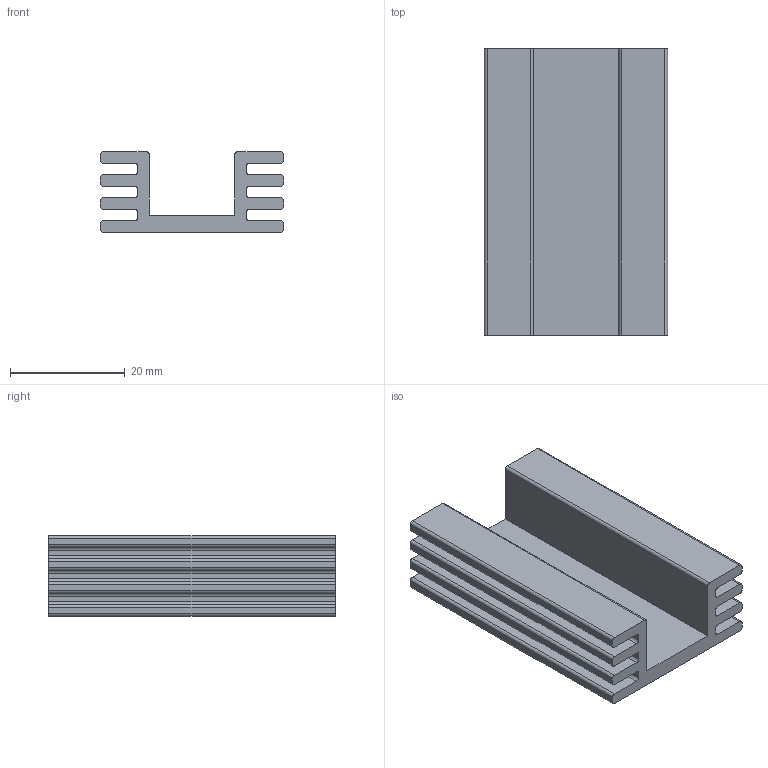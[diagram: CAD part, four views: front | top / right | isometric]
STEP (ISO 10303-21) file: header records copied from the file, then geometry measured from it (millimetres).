
FILE_DESCRIPTION((''),'2;1');
FILE_NAME('HSINK_SEEM_CO 232P_L50mm_h.stp','2012-01-23T16:50:23',(''),(''),'Mechanical Desktop 2011','Mechanical Desktop 2011',', , ');
FILE_SCHEMA(('AUTOMOTIVE_DESIGN { 1 2 10303 214 1 1 1 1 }'));
Length unit declared in the file: millimetre
Products named in the file (1): Product
Bounding box: 32 x 50 x 14.1 mm (x, y, z)
Volume: 10318.9 mm3; surface area: 9710.9 mm2
Topology: 1 solids, 1 shells, 64 faces, 186 edges, 124 vertices
Faces by surface type: plane 34, cylinder 30
Entity records: 2175 total; most frequent: DIRECTION 376, CARTESIAN_POINT 375, ORIENTED_EDGE 372, EDGE_CURVE 186, VECTOR 126, LINE 126, AXIS2_PLACEMENT_3D 125, VERTEX_POINT 124
